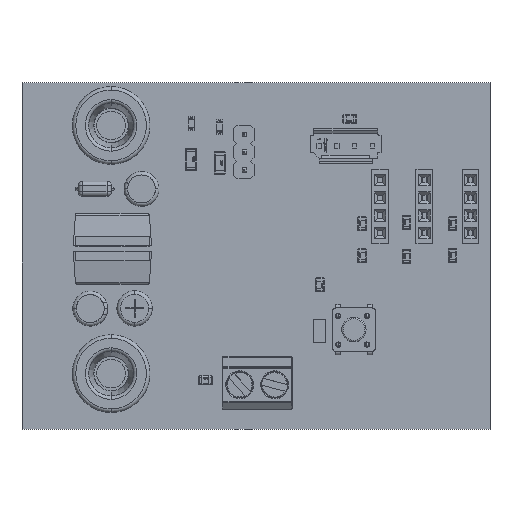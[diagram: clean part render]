
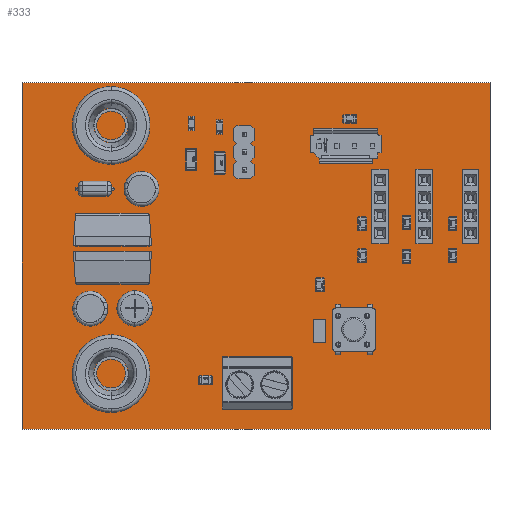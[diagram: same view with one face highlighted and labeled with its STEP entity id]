
A CAD part, top view. The second image highlights one B-rep face of the part: STEP entity #333.
In plain terms, the highlighted planar face has unit normal (0, 0, 1).
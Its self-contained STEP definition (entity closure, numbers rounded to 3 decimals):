
#204 = VERTEX_POINT('',#205);
#205 = CARTESIAN_POINT('',(8.89,14.605,1.802));
#211 = EDGE_CURVE('',#204,#212,#214,.T.);
#212 = VERTEX_POINT('',#213);
#213 = CARTESIAN_POINT('',(8.89,64.262,1.802));
#214 = LINE('',#215,#216);
#215 = CARTESIAN_POINT('',(8.89,14.605,1.802));
#216 = VECTOR('',#217,1.);
#217 = DIRECTION('',(0.,1.,0.));
#242 = EDGE_CURVE('',#212,#243,#245,.T.);
#243 = VERTEX_POINT('',#244);
#244 = CARTESIAN_POINT('',(75.946,64.262,1.802));
#245 = LINE('',#246,#247);
#246 = CARTESIAN_POINT('',(8.89,64.262,1.802));
#247 = VECTOR('',#248,1.);
#248 = DIRECTION('',(1.,0.,0.));
#273 = EDGE_CURVE('',#243,#274,#276,.T.);
#274 = VERTEX_POINT('',#275);
#275 = CARTESIAN_POINT('',(75.946,14.605,1.802));
#276 = LINE('',#277,#278);
#277 = CARTESIAN_POINT('',(75.946,64.262,1.802));
#278 = VECTOR('',#279,1.);
#279 = DIRECTION('',(0.,-1.,0.));
#304 = EDGE_CURVE('',#274,#204,#305,.T.);
#305 = LINE('',#306,#307);
#306 = CARTESIAN_POINT('',(75.946,14.605,1.802));
#307 = VECTOR('',#308,1.);
#308 = DIRECTION('',(-1.,0.,0.));
#333 = ADVANCED_FACE('',(#334),#340,.T.);
#334 = FACE_BOUND('',#335,.F.);
#335 = EDGE_LOOP('',(#336,#337,#338,#339));
#336 = ORIENTED_EDGE('',*,*,#211,.T.);
#337 = ORIENTED_EDGE('',*,*,#242,.T.);
#338 = ORIENTED_EDGE('',*,*,#273,.T.);
#339 = ORIENTED_EDGE('',*,*,#304,.T.);
#340 = PLANE('',#341);
#341 = AXIS2_PLACEMENT_3D('',#342,#343,#344);
#342 = CARTESIAN_POINT('',(8.89,14.605,1.802));
#343 = DIRECTION('',(0.,0.,1.));
#344 = DIRECTION('',(1.,0.,0.));
